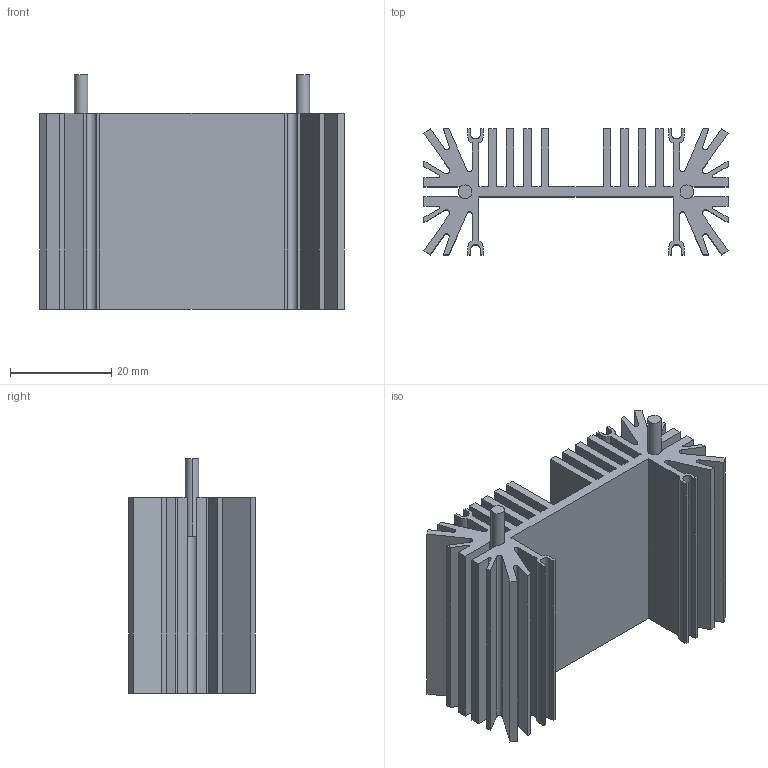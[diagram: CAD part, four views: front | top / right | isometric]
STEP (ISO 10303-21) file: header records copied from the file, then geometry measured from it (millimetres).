
FILE_DESCRIPTION((''),'2;1');
FILE_NAME('VM2','2020-09-28T',('SYSTEM'),(''),'PRO/ENGINEER BY PARAMETRIC TECHNOLOGY CORPORATION, 2016360','PRO/ENGINEER BY PARAMETRIC TECHNOLOGY CORPORATION, 2016360','');
FILE_SCHEMA(('AUTOMOTIVE_DESIGN { 1 0 10303 214 1 1 1 1 }'));
Length unit declared in the file: inch
Products named in the file (1): VM2
Bounding box: 59.94 x 24.89 x 46.23 mm (x, y, z)
Volume: 19913.2 mm3; surface area: 24206.6 mm2
Topology: 1 solids, 1 shells, 158 faces, 464 edges, 308 vertices
Faces by surface type: plane 120, cylinder 38
Entity records: 6889 total; most frequent: CARTESIAN_POINT 932, ORIENTED_EDGE 928, DIRECTION 860, PRESENTATION_STYLE_ASSIGNMENT 473, STYLED_ITEM 465, CURVE_STYLE 464, EDGE_CURVE 464, VECTOR 384
